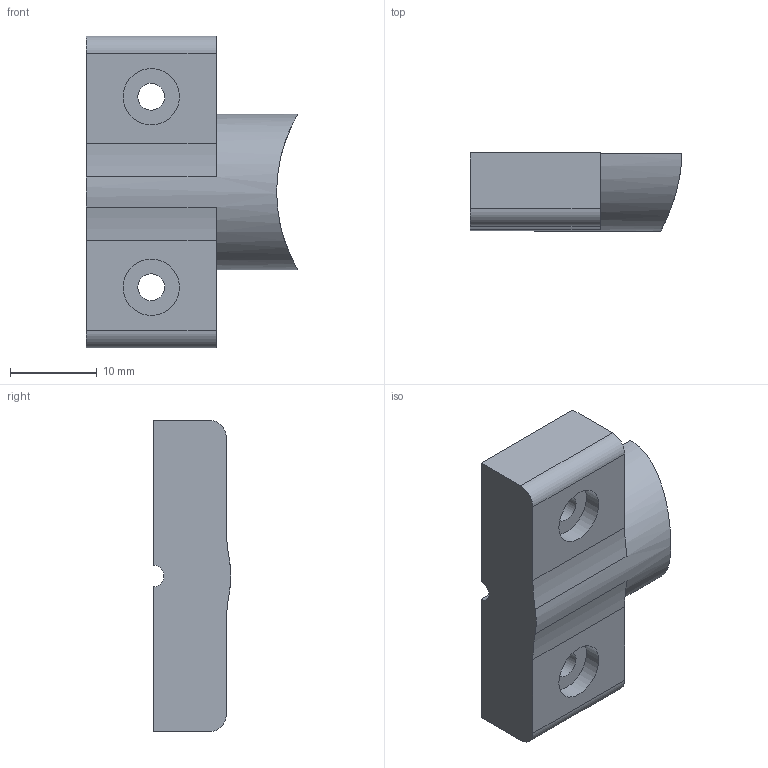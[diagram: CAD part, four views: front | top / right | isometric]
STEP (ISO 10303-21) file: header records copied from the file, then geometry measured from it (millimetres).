
FILE_DESCRIPTION((''),'2;1');
FILE_NAME('ROD MOUNT 2.stp','2014-06-10T14:16:46',('jge'),(''),'Autodesk Inventor 2012','Autodesk Inventor 2012','');
FILE_SCHEMA(('AUTOMOTIVE_DESIGN { 1 0 10303 214 1 1 1 1 }'));
Length unit declared in the file: millimetre
Products named in the file (1): ROD MOUNT 2
Bounding box: 24.41 x 9 x 36 mm (x, y, z)
Volume: 4487 mm3; surface area: 2864.3 mm2
Topology: 1 solids, 1 shells, 59 faces, 141 edges, 94 vertices
Faces by surface type: plane 37, cylinder 21, bspline 1
Full cylindrical faces by diameter (mm): 3.1 x2, 6.5 x2
Entity records: 1802 total; most frequent: CARTESIAN_POINT 375, DIRECTION 292, ORIENTED_EDGE 274, EDGE_CURVE 137, AXIS2_PLACEMENT_3D 101, VERTEX_POINT 94, VECTOR 90, LINE 90
